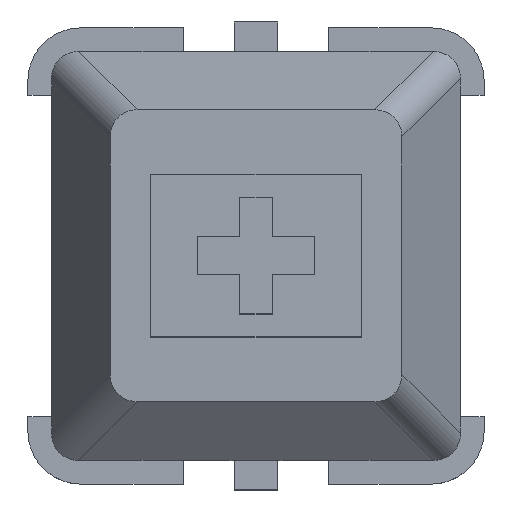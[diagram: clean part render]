
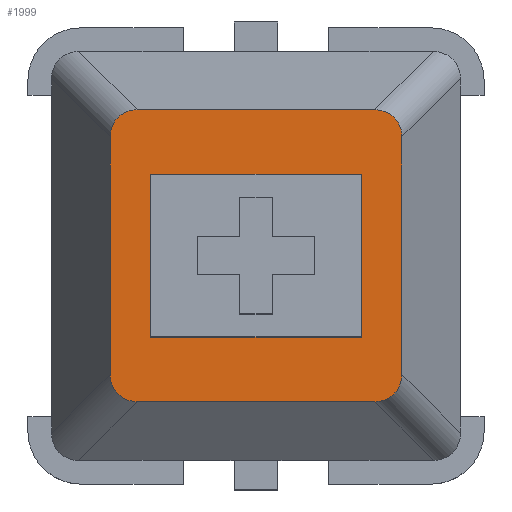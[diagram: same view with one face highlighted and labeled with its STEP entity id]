
A CAD part, top view. The second image highlights one B-rep face of the part: STEP entity #1999.
In plain terms, the highlighted planar face has unit normal (0, 0, 1).
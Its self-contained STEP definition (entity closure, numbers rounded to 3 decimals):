
#43=FACE_BOUND('',#228,.T.);
#117=FACE_OUTER_BOUND('',#227,.T.);
#227=EDGE_LOOP('',(#1504,#1505,#1506,#1507,#1508,#1509,#1510,#1511));
#228=EDGE_LOOP('',(#1512,#1513,#1514,#1515));
#297=ELLIPSE('',#2151,1.149,1.);
#299=ELLIPSE('',#2154,1.149,1.);
#300=ELLIPSE('',#2155,1.149,1.);
#301=ELLIPSE('',#2156,1.149,1.);
#380=LINE('',#2950,#608);
#423=LINE('',#3052,#651);
#441=LINE('',#3093,#669);
#442=LINE('',#3097,#670);
#443=LINE('',#3101,#671);
#444=LINE('',#3103,#672);
#445=LINE('',#3105,#673);
#446=LINE('',#3106,#674);
#608=VECTOR('',#2394,1.);
#651=VECTOR('',#2493,1.);
#669=VECTOR('',#2533,1.);
#670=VECTOR('',#2536,1.);
#671=VECTOR('',#2539,1.);
#672=VECTOR('',#2540,1.);
#673=VECTOR('',#2541,1.);
#674=VECTOR('',#2542,1.);
#836=VERTEX_POINT('',#2946);
#838=VERTEX_POINT('',#2949);
#867=VERTEX_POINT('',#3048);
#869=VERTEX_POINT('',#3051);
#880=VERTEX_POINT('',#3090);
#881=VERTEX_POINT('',#3092);
#882=VERTEX_POINT('',#3094);
#883=VERTEX_POINT('',#3096);
#884=VERTEX_POINT('',#3099);
#885=VERTEX_POINT('',#3100);
#886=VERTEX_POINT('',#3102);
#887=VERTEX_POINT('',#3104);
#1038=EDGE_CURVE('',#836,#838,#380,.T.);
#1088=EDGE_CURVE('',#867,#869,#423,.T.);
#1107=EDGE_CURVE('',#869,#836,#297,.T.);
#1109=EDGE_CURVE('',#880,#867,#299,.T.);
#1110=EDGE_CURVE('',#881,#880,#441,.T.);
#1111=EDGE_CURVE('',#882,#881,#300,.T.);
#1112=EDGE_CURVE('',#883,#882,#442,.T.);
#1113=EDGE_CURVE('',#838,#883,#301,.T.);
#1114=EDGE_CURVE('',#884,#885,#443,.T.);
#1115=EDGE_CURVE('',#885,#886,#444,.T.);
#1116=EDGE_CURVE('',#886,#887,#445,.T.);
#1117=EDGE_CURVE('',#887,#884,#446,.T.);
#1504=ORIENTED_EDGE('',*,*,#1109,.F.);
#1505=ORIENTED_EDGE('',*,*,#1110,.F.);
#1506=ORIENTED_EDGE('',*,*,#1111,.F.);
#1507=ORIENTED_EDGE('',*,*,#1112,.F.);
#1508=ORIENTED_EDGE('',*,*,#1113,.F.);
#1509=ORIENTED_EDGE('',*,*,#1038,.F.);
#1510=ORIENTED_EDGE('',*,*,#1107,.F.);
#1511=ORIENTED_EDGE('',*,*,#1088,.F.);
#1512=ORIENTED_EDGE('',*,*,#1114,.T.);
#1513=ORIENTED_EDGE('',*,*,#1115,.T.);
#1514=ORIENTED_EDGE('',*,*,#1116,.T.);
#1515=ORIENTED_EDGE('',*,*,#1117,.T.);
#1794=PLANE('',#2153);
#1999=ADVANCED_FACE('',(#117,#43),#1794,.T.);
#2151=AXIS2_PLACEMENT_3D('',#3087,#2525,#2526);
#2153=AXIS2_PLACEMENT_3D('',#3089,#2529,#2530);
#2154=AXIS2_PLACEMENT_3D('',#3091,#2531,#2532);
#2155=AXIS2_PLACEMENT_3D('',#3095,#2534,#2535);
#2156=AXIS2_PLACEMENT_3D('',#3098,#2537,#2538);
#2394=DIRECTION('',(0.,1.,0.));
#2493=DIRECTION('',(-1.,0.,0.));
#2525=DIRECTION('center_axis',(0.,0.,-1.));
#2526=DIRECTION('ref_axis',(-0.707,-0.707,0.));
#2529=DIRECTION('center_axis',(0.,0.,1.));
#2530=DIRECTION('ref_axis',(1.,0.,0.));
#2531=DIRECTION('center_axis',(0.,0.,-1.));
#2532=DIRECTION('ref_axis',(0.707,-0.707,0.));
#2533=DIRECTION('',(0.,-1.,0.));
#2534=DIRECTION('center_axis',(0.,0.,-1.));
#2535=DIRECTION('ref_axis',(0.707,0.707,0.));
#2536=DIRECTION('',(1.,0.,0.));
#2537=DIRECTION('center_axis',(0.,0.,-1.));
#2538=DIRECTION('ref_axis',(-0.707,0.707,0.));
#2539=DIRECTION('',(1.,0.,0.));
#2540=DIRECTION('',(0.,-1.,0.));
#2541=DIRECTION('',(-1.,0.,0.));
#2542=DIRECTION('',(0.,1.,0.));
#2946=CARTESIAN_POINT('',(-4.99,-4.062,11.));
#2949=CARTESIAN_POINT('',(-4.99,4.062,11.));
#2950=CARTESIAN_POINT('',(-4.99,-3.495,11.));
#3048=CARTESIAN_POINT('',(4.062,-4.99,11.));
#3051=CARTESIAN_POINT('',(-4.062,-4.99,11.));
#3052=CARTESIAN_POINT('',(3.495,-4.99,11.));
#3087=CARTESIAN_POINT('Origin',(-3.913,-3.913,11.));
#3089=CARTESIAN_POINT('Origin',(0.,0.,11.));
#3090=CARTESIAN_POINT('',(4.99,-4.062,11.));
#3091=CARTESIAN_POINT('Origin',(3.913,-3.913,11.));
#3092=CARTESIAN_POINT('',(4.99,4.062,11.));
#3093=CARTESIAN_POINT('',(4.99,3.495,11.));
#3094=CARTESIAN_POINT('',(4.062,4.99,11.));
#3095=CARTESIAN_POINT('Origin',(3.913,3.913,11.));
#3096=CARTESIAN_POINT('',(-4.062,4.99,11.));
#3097=CARTESIAN_POINT('',(-3.495,4.99,11.));
#3098=CARTESIAN_POINT('Origin',(-3.913,3.913,11.));
#3099=CARTESIAN_POINT('',(-3.6,2.78,11.));
#3100=CARTESIAN_POINT('',(3.6,2.78,11.));
#3101=CARTESIAN_POINT('',(1.8,2.78,11.));
#3102=CARTESIAN_POINT('',(3.6,-2.78,11.));
#3103=CARTESIAN_POINT('',(3.6,-1.39,11.));
#3104=CARTESIAN_POINT('',(-3.6,-2.78,11.));
#3105=CARTESIAN_POINT('',(-1.8,-2.78,11.));
#3106=CARTESIAN_POINT('',(-3.6,1.39,11.));
